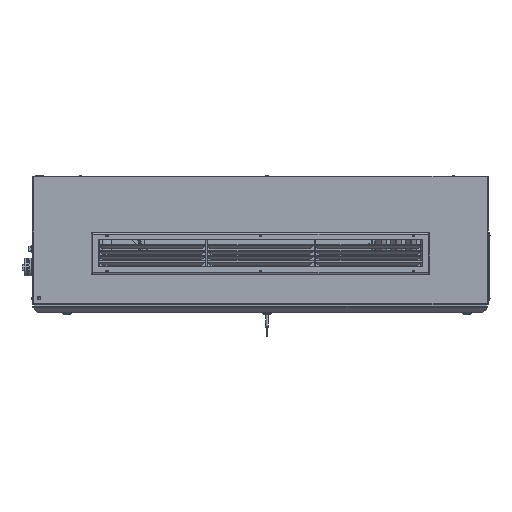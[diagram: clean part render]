
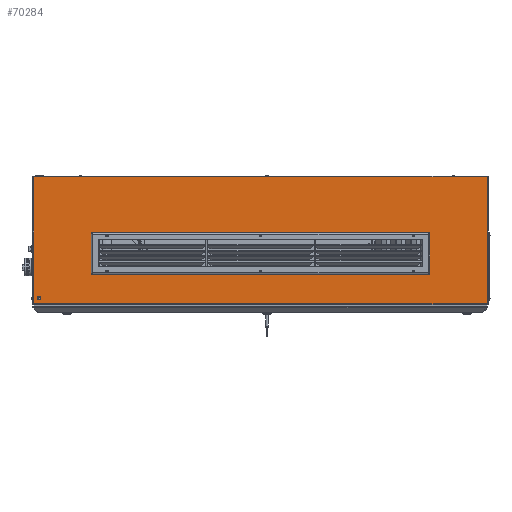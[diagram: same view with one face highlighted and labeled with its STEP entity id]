
A CAD part, front view. The second image highlights one B-rep face of the part: STEP entity #70284.
In plain terms, the highlighted planar face has unit normal (0, -1, 0).
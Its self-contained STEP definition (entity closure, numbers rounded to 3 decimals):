
#69465=DIRECTION('',(0.,0.,1.));
#69466=VECTOR('',#69465,471.);
#69467=CARTESIAN_POINT('',(-864.5,-451.,-447.5));
#69468=LINE('',#69467,#69466);
#69495=DIRECTION('',(-1.,0.,0.));
#69496=VECTOR('',#69495,1679.);
#69497=CARTESIAN_POINT('',(814.5,-451.,-447.5));
#69498=LINE('',#69497,#69496);
#69510=DIRECTION('',(0.,0.,-1.));
#69511=VECTOR('',#69510,471.);
#69512=CARTESIAN_POINT('',(814.5,-451.,23.5));
#69513=LINE('',#69512,#69511);
#69517=CARTESIAN_POINT('',(-844.,-451.,-425.5));
#69518=DIRECTION('',(0.,-1.,0.));
#69519=DIRECTION('',(0.981,0.,0.196));
#69520=AXIS2_PLACEMENT_3D('',#69517,#69518,#69519);
#69525=CARTESIAN_POINT('',(-848.635,-451.,-425.5));
#69526=DIRECTION('',(0.,-1.,0.));
#69527=DIRECTION('',(-0.344,0.,0.939));
#69528=AXIS2_PLACEMENT_3D('',#69525,#69526,#69527);
#69533=CARTESIAN_POINT('',(-844.,-451.,-425.5));
#69534=DIRECTION('',(0.,-1.,0.));
#69535=DIRECTION('',(-0.981,0.,-0.196));
#69536=AXIS2_PLACEMENT_3D('',#69533,#69534,#69535);
#69541=CARTESIAN_POINT('',(-25.,-451.,-326.));
#69542=DIRECTION('',(0.,-1.,0.));
#69543=DIRECTION('',(1.,0.,0.));
#69544=AXIS2_PLACEMENT_3D('',#69541,#69542,#69543);
#69549=CARTESIAN_POINT('',(-25.,-451.,-326.));
#69550=DIRECTION('',(0.,-1.,0.));
#69551=DIRECTION('',(-1.,0.,0.));
#69552=AXIS2_PLACEMENT_3D('',#69549,#69550,#69551);
#69557=CARTESIAN_POINT('',(-25.,-451.,-194.));
#69558=DIRECTION('',(0.,-1.,0.));
#69559=DIRECTION('',(1.,0.,0.));
#69560=AXIS2_PLACEMENT_3D('',#69557,#69558,#69559);
#69565=CARTESIAN_POINT('',(-25.,-451.,-194.));
#69566=DIRECTION('',(0.,-1.,0.));
#69567=DIRECTION('',(-1.,0.,0.));
#69568=AXIS2_PLACEMENT_3D('',#69565,#69566,#69567);
#69573=CARTESIAN_POINT('',(-593.,-451.,-326.));
#69574=DIRECTION('',(0.,-1.,0.));
#69575=DIRECTION('',(1.,0.,0.));
#69576=AXIS2_PLACEMENT_3D('',#69573,#69574,#69575);
#69581=CARTESIAN_POINT('',(-593.,-451.,-326.));
#69582=DIRECTION('',(0.,-1.,0.));
#69583=DIRECTION('',(-1.,0.,0.));
#69584=AXIS2_PLACEMENT_3D('',#69581,#69582,#69583);
#69589=CARTESIAN_POINT('',(543.,-451.,-326.));
#69590=DIRECTION('',(0.,-1.,0.));
#69591=DIRECTION('',(1.,0.,0.));
#69592=AXIS2_PLACEMENT_3D('',#69589,#69590,#69591);
#69597=CARTESIAN_POINT('',(543.,-451.,-326.));
#69598=DIRECTION('',(0.,-1.,0.));
#69599=DIRECTION('',(-1.,0.,0.));
#69600=AXIS2_PLACEMENT_3D('',#69597,#69598,#69599);
#69605=CARTESIAN_POINT('',(543.,-451.,-194.));
#69606=DIRECTION('',(0.,-1.,0.));
#69607=DIRECTION('',(1.,0.,0.));
#69608=AXIS2_PLACEMENT_3D('',#69605,#69606,#69607);
#69613=CARTESIAN_POINT('',(543.,-451.,-194.));
#69614=DIRECTION('',(0.,-1.,0.));
#69615=DIRECTION('',(-1.,0.,0.));
#69616=AXIS2_PLACEMENT_3D('',#69613,#69614,#69615);
#69621=CARTESIAN_POINT('',(-593.,-451.,-194.));
#69622=DIRECTION('',(0.,-1.,0.));
#69623=DIRECTION('',(1.,0.,0.));
#69624=AXIS2_PLACEMENT_3D('',#69621,#69622,#69623);
#69629=CARTESIAN_POINT('',(-593.,-451.,-194.));
#69630=DIRECTION('',(0.,-1.,0.));
#69631=DIRECTION('',(-1.,0.,0.));
#69632=AXIS2_PLACEMENT_3D('',#69629,#69630,#69631);
#69637=DIRECTION('',(0.,0.,-1.));
#69638=VECTOR('',#69637,115.);
#69639=CARTESIAN_POINT('',(-632.5,-451.,-202.5));
#69640=LINE('',#69639,#69638);
#69644=DIRECTION('',(1.,0.,0.));
#69645=VECTOR('',#69644,1215.);
#69646=CARTESIAN_POINT('',(-632.5,-451.,-317.5));
#69647=LINE('',#69646,#69645);
#69651=DIRECTION('',(0.,0.,1.));
#69652=VECTOR('',#69651,115.);
#69653=CARTESIAN_POINT('',(582.5,-451.,-317.5));
#69654=LINE('',#69653,#69652);
#69658=DIRECTION('',(-1.,0.,0.));
#69659=VECTOR('',#69658,1215.);
#69660=CARTESIAN_POINT('',(582.5,-451.,-202.5));
#69661=LINE('',#69660,#69659);
#69787=DIRECTION('',(1.,0.,0.));
#69788=VECTOR('',#69787,1679.);
#69789=CARTESIAN_POINT('',(-864.5,-451.,23.5));
#69790=LINE('',#69789,#69788);
#69978=CARTESIAN_POINT('',(-849.001,-451.,-424.5));
#69979=CARTESIAN_POINT('',(-838.999,-451.,-424.5));
#69980=VERTEX_POINT('',#69978);
#69981=VERTEX_POINT('',#69979);
#69982=CARTESIAN_POINT('',(-849.001,-451.,-426.5));
#69983=VERTEX_POINT('',#69982);
#69998=CARTESIAN_POINT('',(-864.5,-451.,-447.5));
#70000=VERTEX_POINT('',#69998);
#70002=CARTESIAN_POINT('',(-632.5,-451.,-202.5));
#70003=CARTESIAN_POINT('',(-632.5,-451.,-317.5));
#70004=VERTEX_POINT('',#70002);
#70005=VERTEX_POINT('',#70003);
#70010=CARTESIAN_POINT('',(582.5,-451.,-202.5));
#70011=VERTEX_POINT('',#70010);
#70014=CARTESIAN_POINT('',(582.5,-451.,-317.5));
#70015=VERTEX_POINT('',#70014);
#70020=CARTESIAN_POINT('',(-864.5,-451.,23.5));
#70021=VERTEX_POINT('',#70020);
#70026=CARTESIAN_POINT('',(814.5,-451.,23.5));
#70027=CARTESIAN_POINT('',(814.5,-451.,-447.5));
#70028=VERTEX_POINT('',#70026);
#70029=VERTEX_POINT('',#70027);
#70082=CARTESIAN_POINT('',(-23.25,-451.,-326.));
#70083=CARTESIAN_POINT('',(-26.75,-451.,-326.));
#70084=VERTEX_POINT('',#70082);
#70085=VERTEX_POINT('',#70083);
#70090=CARTESIAN_POINT('',(-23.25,-451.,-194.));
#70091=CARTESIAN_POINT('',(-26.75,-451.,-194.));
#70092=VERTEX_POINT('',#70090);
#70093=VERTEX_POINT('',#70091);
#70098=CARTESIAN_POINT('',(-591.25,-451.,-326.));
#70099=CARTESIAN_POINT('',(-594.75,-451.,-326.));
#70100=VERTEX_POINT('',#70098);
#70101=VERTEX_POINT('',#70099);
#70106=CARTESIAN_POINT('',(544.75,-451.,-326.));
#70107=CARTESIAN_POINT('',(541.25,-451.,-326.));
#70108=VERTEX_POINT('',#70106);
#70109=VERTEX_POINT('',#70107);
#70114=CARTESIAN_POINT('',(544.75,-451.,-194.));
#70115=CARTESIAN_POINT('',(541.25,-451.,-194.));
#70116=VERTEX_POINT('',#70114);
#70117=VERTEX_POINT('',#70115);
#70122=CARTESIAN_POINT('',(-591.25,-451.,-194.));
#70123=CARTESIAN_POINT('',(-594.75,-451.,-194.));
#70124=VERTEX_POINT('',#70122);
#70125=VERTEX_POINT('',#70123);
#70217=CARTESIAN_POINT('',(-25.,-451.,-212.));
#70218=DIRECTION('',(0.,-1.,0.));
#70219=DIRECTION('',(-1.,0.,0.));
#70220=AXIS2_PLACEMENT_3D('',#70217,#70218,#70219);
#70221=PLANE('',#70220);
#70222=ORIENTED_EDGE('',*,*,#70203,.T.);
#70223=ORIENTED_EDGE('',*,*,#70180,.T.);
#70225=ORIENTED_EDGE('',*,*,#70224,.T.);
#70227=ORIENTED_EDGE('',*,*,#70226,.T.);
#70228=EDGE_LOOP('',(#70222,#70223,#70225,#70227));
#70229=FACE_OUTER_BOUND('',#70228,.F.);
#70231=ORIENTED_EDGE('',*,*,#70230,.T.);
#70233=ORIENTED_EDGE('',*,*,#70232,.T.);
#70235=ORIENTED_EDGE('',*,*,#70234,.T.);
#70236=EDGE_LOOP('',(#70231,#70233,#70235));
#70237=FACE_BOUND('',#70236,.F.);
#70239=ORIENTED_EDGE('',*,*,#70238,.T.);
#70241=ORIENTED_EDGE('',*,*,#70240,.T.);
#70242=EDGE_LOOP('',(#70239,#70241));
#70243=FACE_BOUND('',#70242,.F.);
#70245=ORIENTED_EDGE('',*,*,#70244,.T.);
#70247=ORIENTED_EDGE('',*,*,#70246,.T.);
#70248=EDGE_LOOP('',(#70245,#70247));
#70249=FACE_BOUND('',#70248,.F.);
#70251=ORIENTED_EDGE('',*,*,#70250,.T.);
#70253=ORIENTED_EDGE('',*,*,#70252,.T.);
#70254=EDGE_LOOP('',(#70251,#70253));
#70255=FACE_BOUND('',#70254,.F.);
#70257=ORIENTED_EDGE('',*,*,#70256,.T.);
#70259=ORIENTED_EDGE('',*,*,#70258,.T.);
#70260=EDGE_LOOP('',(#70257,#70259));
#70261=FACE_BOUND('',#70260,.F.);
#70263=ORIENTED_EDGE('',*,*,#70262,.T.);
#70265=ORIENTED_EDGE('',*,*,#70264,.T.);
#70266=EDGE_LOOP('',(#70263,#70265));
#70267=FACE_BOUND('',#70266,.F.);
#70269=ORIENTED_EDGE('',*,*,#70268,.T.);
#70271=ORIENTED_EDGE('',*,*,#70270,.T.);
#70272=EDGE_LOOP('',(#70269,#70271));
#70273=FACE_BOUND('',#70272,.F.);
#70275=ORIENTED_EDGE('',*,*,#70274,.T.);
#70277=ORIENTED_EDGE('',*,*,#70276,.T.);
#70279=ORIENTED_EDGE('',*,*,#70278,.T.);
#70281=ORIENTED_EDGE('',*,*,#70280,.T.);
#70282=EDGE_LOOP('',(#70275,#70277,#70279,#70281));
#70283=FACE_BOUND('',#70282,.F.);
#69521=CIRCLE('',#69520,5.1);
#69529=CIRCLE('',#69528,1.065);
#69537=CIRCLE('',#69536,5.1);
#69545=CIRCLE('',#69544,1.75);
#69553=CIRCLE('',#69552,1.75);
#69561=CIRCLE('',#69560,1.75);
#69569=CIRCLE('',#69568,1.75);
#69577=CIRCLE('',#69576,1.75);
#69585=CIRCLE('',#69584,1.75);
#69593=CIRCLE('',#69592,1.75);
#69601=CIRCLE('',#69600,1.75);
#69609=CIRCLE('',#69608,1.75);
#69617=CIRCLE('',#69616,1.75);
#69625=CIRCLE('',#69624,1.75);
#69633=CIRCLE('',#69632,1.75);
#70180=EDGE_CURVE('',#70000,#70021,#69468,.T.);
#70203=EDGE_CURVE('',#70029,#70000,#69498,.T.);
#70224=EDGE_CURVE('',#70021,#70028,#69790,.T.);
#70226=EDGE_CURVE('',#70028,#70029,#69513,.T.);
#70230=EDGE_CURVE('',#69981,#69980,#69521,.T.);
#70232=EDGE_CURVE('',#69980,#69983,#69529,.T.);
#70234=EDGE_CURVE('',#69983,#69981,#69537,.T.);
#70238=EDGE_CURVE('',#70084,#70085,#69545,.T.);
#70240=EDGE_CURVE('',#70085,#70084,#69553,.T.);
#70244=EDGE_CURVE('',#70092,#70093,#69561,.T.);
#70246=EDGE_CURVE('',#70093,#70092,#69569,.T.);
#70250=EDGE_CURVE('',#70100,#70101,#69577,.T.);
#70252=EDGE_CURVE('',#70101,#70100,#69585,.T.);
#70256=EDGE_CURVE('',#70108,#70109,#69593,.T.);
#70258=EDGE_CURVE('',#70109,#70108,#69601,.T.);
#70262=EDGE_CURVE('',#70116,#70117,#69609,.T.);
#70264=EDGE_CURVE('',#70117,#70116,#69617,.T.);
#70268=EDGE_CURVE('',#70124,#70125,#69625,.T.);
#70270=EDGE_CURVE('',#70125,#70124,#69633,.T.);
#70274=EDGE_CURVE('',#70004,#70005,#69640,.T.);
#70276=EDGE_CURVE('',#70005,#70015,#69647,.T.);
#70278=EDGE_CURVE('',#70015,#70011,#69654,.T.);
#70280=EDGE_CURVE('',#70011,#70004,#69661,.T.);
#70284=ADVANCED_FACE('',(#70229,#70237,#70243,#70249,#70255,#70261,#70267,
#70273,#70283),#70221,.T.);
